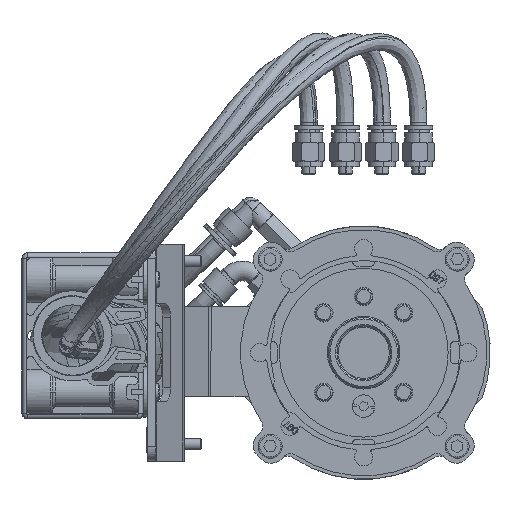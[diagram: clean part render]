
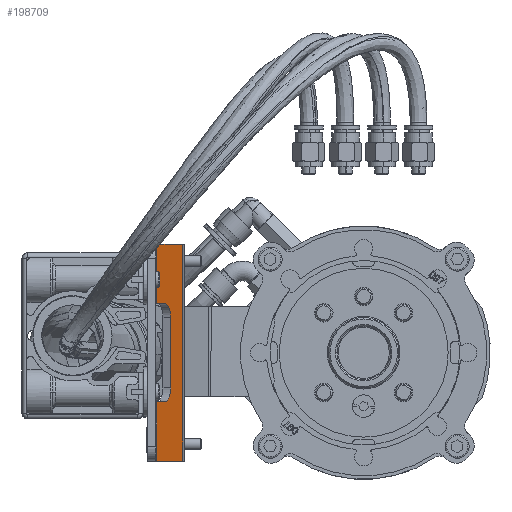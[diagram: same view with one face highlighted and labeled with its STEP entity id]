
A CAD part, left-side view. The second image highlights one B-rep face of the part: STEP entity #198709.
In plain terms, the highlighted planar face has unit normal (-0.423, -0.906, 0).
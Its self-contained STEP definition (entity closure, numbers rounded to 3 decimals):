
#2426 = VERTEX_POINT ( 'NONE', #201671 ) ;
#3914 = EDGE_CURVE ( 'NONE', #51103, #11063, #64627, .T. ) ;
#9025 = EDGE_CURVE ( 'NONE', #127129, #10487, #122236, .T. ) ;
#10487 = VERTEX_POINT ( 'NONE', #117516 ) ;
#11063 = VERTEX_POINT ( 'NONE', #203700 ) ;
#15134 = CARTESIAN_POINT ( 'NONE',  ( 340.732, 64.081, 1026.5 ) ) ;
#16226 = EDGE_CURVE ( 'NONE', #141920, #2426, #134625, .T. ) ;
#20388 = EDGE_CURVE ( 'NONE', #67720, #163756, #157341, .T. ) ;
#24408 = CARTESIAN_POINT ( 'NONE',  ( 340.129, 64.362, 970.5 ) ) ;
#27728 = DIRECTION ( 'NONE',  ( 0.423, 0.906, 0. ) ) ;
#30633 = ORIENTED_EDGE ( 'NONE', *, *, #117525, .F. ) ;
#31232 = VERTEX_POINT ( 'NONE', #104672 ) ;
#32484 = ORIENTED_EDGE ( 'NONE', *, *, #16226, .T. ) ;
#35489 = ORIENTED_EDGE ( 'NONE', *, *, #174594, .T. ) ;
#35639 = CARTESIAN_POINT ( 'NONE',  ( 331.066, 68.588, 970.5 ) ) ;
#37546 = DIRECTION ( 'NONE',  ( -0.906, 0.423, 0. ) ) ;
#38820 = CARTESIAN_POINT ( 'NONE',  ( 326.535, 70.701, 1021.5 ) ) ;
#40968 = ORIENTED_EDGE ( 'NONE', *, *, #9025, .F. ) ;
#47986 = LINE ( 'NONE', #141837, #166892 ) ;
#48841 = CARTESIAN_POINT ( 'NONE',  ( 320.493, 73.519, 1026.5 ) ) ;
#51103 = VERTEX_POINT ( 'NONE', #48841 ) ;
#58919 = VECTOR ( 'NONE', #189968, 1000. ) ;
#59964 = EDGE_CURVE ( 'NONE', #11063, #141920, #148675, .T. ) ;
#60627 = CARTESIAN_POINT ( 'NONE',  ( 320.493, 73.519, 970.5 ) ) ;
#64627 = LINE ( 'NONE', #15134, #76559 ) ;
#67720 = VERTEX_POINT ( 'NONE', #24408 ) ;
#75875 = DIRECTION ( 'NONE',  ( 0.906, -0.423, 0. ) ) ;
#76176 = PLANE ( 'NONE',  #90986 ) ;
#76559 = VECTOR ( 'NONE', #95197, 1000. ) ;
#78239 = DIRECTION ( 'NONE',  ( 0.906, -0.423, 0. ) ) ;
#78671 = VECTOR ( 'NONE', #114640, 1000. ) ;
#78995 = CARTESIAN_POINT ( 'NONE',  ( 326.535, 70.701, 996.5 ) ) ;
#79489 = LINE ( 'NONE', #113168, #178871 ) ;
#90986 = AXIS2_PLACEMENT_3D ( 'NONE', #94050, #27728, #78239 ) ;
#91362 = AXIS2_PLACEMENT_3D ( 'NONE', #38820, #171528, #184204 ) ;
#92234 = LINE ( 'NONE', #60627, #173896 ) ;
#92345 = AXIS2_PLACEMENT_3D ( 'NONE', #78995, #95832, #75875 ) ;
#94050 = CARTESIAN_POINT ( 'NONE',  ( 340.732, 64.081, 970.5 ) ) ;
#95089 = FACE_OUTER_BOUND ( 'NONE', #96666, .T. ) ;
#95197 = DIRECTION ( 'NONE',  ( 0.906, -0.423, 0. ) ) ;
#95537 = VERTEX_POINT ( 'NONE', #206521 ) ;
#95832 = DIRECTION ( 'NONE',  ( 0.423, 0.906, 0. ) ) ;
#96666 = EDGE_LOOP ( 'NONE', ( #106400, #197037, #32484, #35489, #111588, #40968, #30633, #205272, #129285, #160324 ) ) ;
#99764 = CARTESIAN_POINT ( 'NONE',  ( 340.732, 64.081, 970.5 ) ) ;
#104672 = CARTESIAN_POINT ( 'NONE',  ( 326.535, 70.701, 991.5 ) ) ;
#105139 = EDGE_CURVE ( 'NONE', #31232, #10487, #47986, .T. ) ;
#106400 = ORIENTED_EDGE ( 'NONE', *, *, #3914, .T. ) ;
#108008 = CARTESIAN_POINT ( 'NONE',  ( 320.493, 73.519, 970.5 ) ) ;
#109053 = DIRECTION ( 'NONE',  ( 0., 0., 1. ) ) ;
#110186 = DIRECTION ( 'NONE',  ( -0.906, 0.423, 0. ) ) ;
#111588 = ORIENTED_EDGE ( 'NONE', *, *, #105139, .T. ) ;
#113168 = CARTESIAN_POINT ( 'NONE',  ( 340.732, 64.081, 1047.5 ) ) ;
#114640 = DIRECTION ( 'NONE',  ( 0., 0., -1. ) ) ;
#117516 = CARTESIAN_POINT ( 'NONE',  ( 320.493, 73.519, 991.5 ) ) ;
#117525 = EDGE_CURVE ( 'NONE', #67720, #127129, #162996, .T. ) ;
#117579 = CARTESIAN_POINT ( 'NONE',  ( 340.129, 64.362, 1047.5 ) ) ;
#121192 = CARTESIAN_POINT ( 'NONE',  ( 320.493, 73.519, 970.5 ) ) ;
#122236 = LINE ( 'NONE', #121192, #174947 ) ;
#126317 = VECTOR ( 'NONE', #37546, 1000. ) ;
#127129 = VERTEX_POINT ( 'NONE', #108008 ) ;
#129285 = ORIENTED_EDGE ( 'NONE', *, *, #137979, .T. ) ;
#131074 = DIRECTION ( 'NONE',  ( -0.906, 0.423, 0. ) ) ;
#134625 = LINE ( 'NONE', #35639, #78671 ) ;
#137979 = EDGE_CURVE ( 'NONE', #163756, #95537, #79489, .T. ) ;
#139581 = CIRCLE ( 'NONE', #92345, 5. ) ;
#141837 = CARTESIAN_POINT ( 'NONE',  ( 340.732, 64.081, 991.5 ) ) ;
#141920 = VERTEX_POINT ( 'NONE', #174287 ) ;
#148675 = CIRCLE ( 'NONE', #91362, 5. ) ;
#157341 = LINE ( 'NONE', #173140, #58919 ) ;
#160324 = ORIENTED_EDGE ( 'NONE', *, *, #187322, .F. ) ;
#162996 = LINE ( 'NONE', #99764, #126317 ) ;
#163756 = VERTEX_POINT ( 'NONE', #117579 ) ;
#166892 = VECTOR ( 'NONE', #110186, 1000. ) ;
#171528 = DIRECTION ( 'NONE',  ( 0.423, 0.906, 0. ) ) ;
#173140 = CARTESIAN_POINT ( 'NONE',  ( 340.129, 64.362, 970.5 ) ) ;
#173896 = VECTOR ( 'NONE', #109053, 1000. ) ;
#174287 = CARTESIAN_POINT ( 'NONE',  ( 331.066, 68.588, 1021.5 ) ) ;
#174594 = EDGE_CURVE ( 'NONE', #2426, #31232, #139581, .T. ) ;
#174947 = VECTOR ( 'NONE', #185467, 1000. ) ;
#178871 = VECTOR ( 'NONE', #131074, 1000. ) ;
#184204 = DIRECTION ( 'NONE',  ( 0.906, -0.423, 0. ) ) ;
#185467 = DIRECTION ( 'NONE',  ( 0., 0., 1. ) ) ;
#187322 = EDGE_CURVE ( 'NONE', #51103, #95537, #92234, .T. ) ;
#189968 = DIRECTION ( 'NONE',  ( 0., 0., 1. ) ) ;
#197037 = ORIENTED_EDGE ( 'NONE', *, *, #59964, .T. ) ;
#198709 = ADVANCED_FACE ( 'NONE', ( #95089 ), #76176, .F. ) ;
#201671 = CARTESIAN_POINT ( 'NONE',  ( 331.066, 68.588, 996.5 ) ) ;
#203700 = CARTESIAN_POINT ( 'NONE',  ( 326.535, 70.701, 1026.5 ) ) ;
#205272 = ORIENTED_EDGE ( 'NONE', *, *, #20388, .T. ) ;
#206521 = CARTESIAN_POINT ( 'NONE',  ( 320.493, 73.519, 1047.5 ) ) ;
